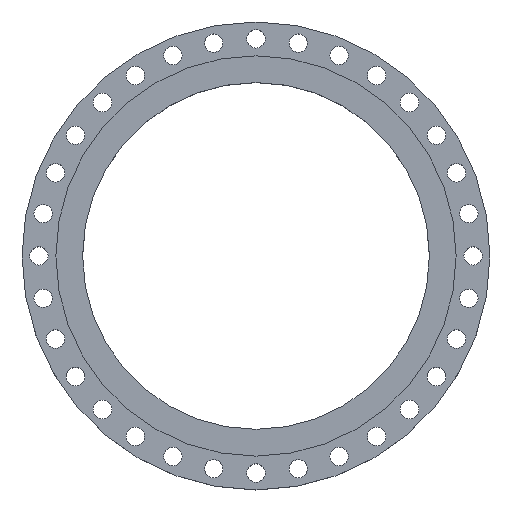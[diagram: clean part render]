
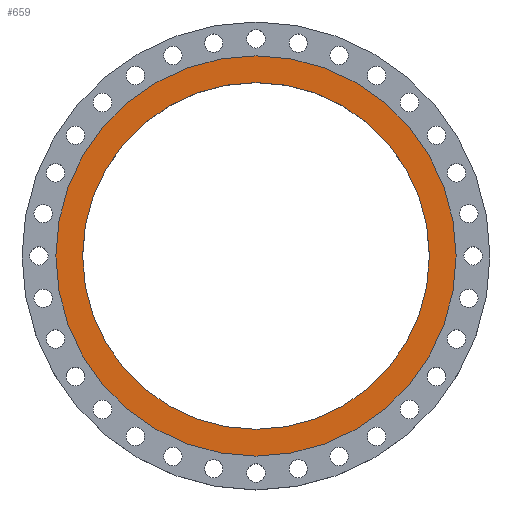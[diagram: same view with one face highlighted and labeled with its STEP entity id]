
A CAD part, top view. The second image highlights one B-rep face of the part: STEP entity #659.
In plain terms, the highlighted planar face has unit normal (0, 0, 1).
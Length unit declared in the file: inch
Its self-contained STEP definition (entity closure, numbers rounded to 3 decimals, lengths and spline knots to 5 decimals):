
#68 = EDGE_CURVE ( 'NONE', #180, #581, #2241, .T. ) ;
#104 = AXIS2_PLACEMENT_3D ( 'NONE', #379, #1506, #2367 ) ;
#114 = EDGE_CURVE ( 'NONE', #845, #664, #489, .T. ) ;
#138 = CARTESIAN_POINT ( 'NONE',  ( -15.375, 0., 0. ) ) ;
#180 = VERTEX_POINT ( 'NONE', #264 ) ;
#193 = AXIS2_PLACEMENT_3D ( 'NONE', #1156, #2735, #1628 ) ;
#264 = CARTESIAN_POINT ( 'NONE',  ( 15.375, 0., 0. ) ) ;
#285 = FACE_BOUND ( 'NONE', #2672, .T. ) ;
#301 = CIRCLE ( 'NONE', #579, 17.75 ) ;
#379 = CARTESIAN_POINT ( 'NONE',  ( 0., 0., 0. ) ) ;
#405 = ORIENTED_EDGE ( 'NONE', *, *, #1208, .T. ) ;
#489 = CIRCLE ( 'NONE', #2101, 17.75 ) ;
#565 = CARTESIAN_POINT ( 'NONE',  ( 0., 0., 0. ) ) ;
#579 = AXIS2_PLACEMENT_3D ( 'NONE', #565, #2111, #815 ) ;
#581 = VERTEX_POINT ( 'NONE', #138 ) ;
#659 = ADVANCED_FACE ( 'NONE', ( #285, #1133 ), #675, .F. ) ;
#664 = VERTEX_POINT ( 'NONE', #1315 ) ;
#675 = PLANE ( 'NONE',  #1359 ) ;
#815 = DIRECTION ( 'NONE',  ( 1., 0., 0. ) ) ;
#845 = VERTEX_POINT ( 'NONE', #1912 ) ;
#927 = DIRECTION ( 'NONE',  ( -1., 0., 0. ) ) ;
#1083 = EDGE_CURVE ( 'NONE', #581, #180, #1636, .T. ) ;
#1133 = FACE_OUTER_BOUND ( 'NONE', #1915, .T. ) ;
#1156 = CARTESIAN_POINT ( 'NONE',  ( 0., 0., 0. ) ) ;
#1208 = EDGE_CURVE ( 'NONE', #664, #845, #301, .T. ) ;
#1315 = CARTESIAN_POINT ( 'NONE',  ( -17.75, 0., 0. ) ) ;
#1359 = AXIS2_PLACEMENT_3D ( 'NONE', #2023, #1564, #927 ) ;
#1506 = DIRECTION ( 'NONE',  ( 0., 0., 1. ) ) ;
#1564 = DIRECTION ( 'NONE',  ( 0., 0., -1. ) ) ;
#1628 = DIRECTION ( 'NONE',  ( 1., 0., 0. ) ) ;
#1636 = CIRCLE ( 'NONE', #193, 15.375 ) ;
#1912 = CARTESIAN_POINT ( 'NONE',  ( 17.75, 0., 0. ) ) ;
#1915 = EDGE_LOOP ( 'NONE', ( #1935, #405 ) ) ;
#1935 = ORIENTED_EDGE ( 'NONE', *, *, #114, .T. ) ;
#1968 = ORIENTED_EDGE ( 'NONE', *, *, #68, .F. ) ;
#2023 = CARTESIAN_POINT ( 'NONE',  ( 0., 15.375, 0. ) ) ;
#2101 = AXIS2_PLACEMENT_3D ( 'NONE', #2345, #2129, #2829 ) ;
#2111 = DIRECTION ( 'NONE',  ( 0., 0., 1. ) ) ;
#2129 = DIRECTION ( 'NONE',  ( 0., 0., 1. ) ) ;
#2241 = CIRCLE ( 'NONE', #104, 15.375 ) ;
#2331 = ORIENTED_EDGE ( 'NONE', *, *, #1083, .F. ) ;
#2345 = CARTESIAN_POINT ( 'NONE',  ( 0., 0., 0. ) ) ;
#2367 = DIRECTION ( 'NONE',  ( 1., 0., 0. ) ) ;
#2672 = EDGE_LOOP ( 'NONE', ( #1968, #2331 ) ) ;
#2735 = DIRECTION ( 'NONE',  ( 0., 0., 1. ) ) ;
#2829 = DIRECTION ( 'NONE',  ( 1., 0., 0. ) ) ;
